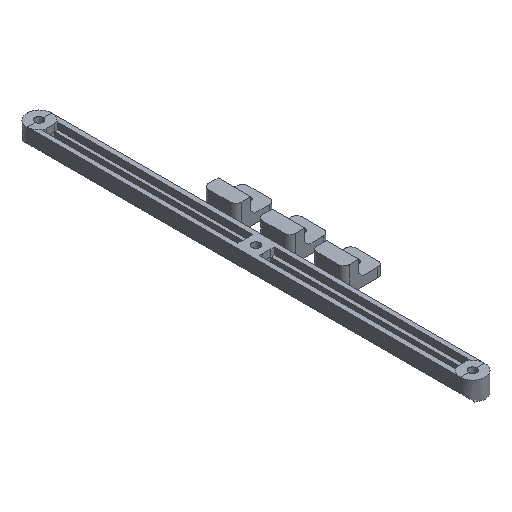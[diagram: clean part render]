
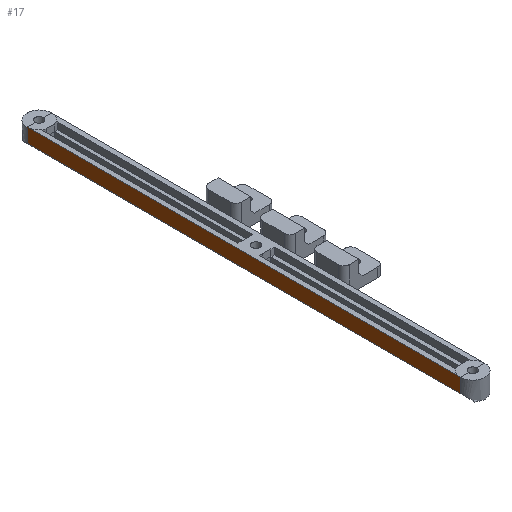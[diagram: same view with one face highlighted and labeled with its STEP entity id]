
A CAD part, isometric view. The second image highlights one B-rep face of the part: STEP entity #17.
In plain terms, the highlighted free-form (B-spline) face has degree [1, 1] with [2, 2] control points.
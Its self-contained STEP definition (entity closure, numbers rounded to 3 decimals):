
#17 = ADVANCED_FACE('',(#18),#31,.T.);
#18 = FACE_BOUND('',#19,.T.);
#19 = EDGE_LOOP('',(#20,#52,#91,#116));
#20 = ORIENTED_EDGE('',*,*,#21,.T.);
#21 = EDGE_CURVE('',#22,#24,#26,.T.);
#22 = VERTEX_POINT('',#23);
#23 = CARTESIAN_POINT('',(-4.5,80.,1.75));
#24 = VERTEX_POINT('',#25);
#25 = CARTESIAN_POINT('',(-4.5,-80.,1.75));
#26 = SURFACE_CURVE('',#27,(#30,#41),.PCURVE_S1.);
#27 = B_SPLINE_CURVE_WITH_KNOTS('',1,(#28,#29),.UNSPECIFIED.,.F.,.F.,(2,
    2),(-167.75,-7.75),.PIECEWISE_BEZIER_KNOTS.);
#28 = CARTESIAN_POINT('',(-4.5,80.,1.75));
#29 = CARTESIAN_POINT('',(-4.5,-80.,1.75));
#30 = PCURVE('',#31,#36);
#31 = B_SPLINE_SURFACE_WITH_KNOTS('',1,1,(
    (#32,#33)
    ,(#34,#35
  )),.UNSPECIFIED.,.F.,.F.,.F.,(2,2),(2,2),(9.,16.),(0.,160.),
  .PIECEWISE_BEZIER_KNOTS.);
#32 = CARTESIAN_POINT('',(-4.5,80.,7.));
#33 = CARTESIAN_POINT('',(-4.5,-80.,7.));
#34 = CARTESIAN_POINT('',(-4.5,80.,0.));
#35 = CARTESIAN_POINT('',(-4.5,-80.,0.));
#36 = DEFINITIONAL_REPRESENTATION('',(#37),#40);
#37 = B_SPLINE_CURVE_WITH_KNOTS('',1,(#38,#39),.UNSPECIFIED.,.F.,.F.,(2,
    2),(-167.75,-7.75),.PIECEWISE_BEZIER_KNOTS.);
#38 = CARTESIAN_POINT('',(14.25,0.));
#39 = CARTESIAN_POINT('',(14.25,160.));
#40 = ( GEOMETRIC_REPRESENTATION_CONTEXT(2) 
PARAMETRIC_REPRESENTATION_CONTEXT() REPRESENTATION_CONTEXT('2D SPACE',''
  ) );
#41 = PCURVE('',#42,#47);
#42 = B_SPLINE_SURFACE_WITH_KNOTS('',1,1,(
    (#43,#44)
    ,(#45,#46
    )),.UNSPECIFIED.,.F.,.F.,.F.,(2,2),(2,2),(0.,180.),(-3.536,
    -0.),.PIECEWISE_BEZIER_KNOTS.);
#43 = CARTESIAN_POINT('',(-5.,-87.75,2.25));
#44 = CARTESIAN_POINT('',(-2.5,-87.75,-0.25));
#45 = CARTESIAN_POINT('',(-5.,92.25,2.25));
#46 = CARTESIAN_POINT('',(-2.5,92.25,-0.25));
#47 = DEFINITIONAL_REPRESENTATION('',(#48),#51);
#48 = B_SPLINE_CURVE_WITH_KNOTS('',1,(#49,#50),.UNSPECIFIED.,.F.,.F.,(2,
    2),(-167.75,-7.75),.PIECEWISE_BEZIER_KNOTS.);
#49 = CARTESIAN_POINT('',(167.75,-2.828));
#50 = CARTESIAN_POINT('',(7.75,-2.828));
#51 = ( GEOMETRIC_REPRESENTATION_CONTEXT(2) 
PARAMETRIC_REPRESENTATION_CONTEXT() REPRESENTATION_CONTEXT('2D SPACE',''
  ) );
#52 = ORIENTED_EDGE('',*,*,#53,.T.);
#53 = EDGE_CURVE('',#24,#54,#56,.T.);
#54 = VERTEX_POINT('',#55);
#55 = CARTESIAN_POINT('',(-4.5,-80.,7.));
#56 = SURFACE_CURVE('',#57,(#60,#66),.PCURVE_S1.);
#57 = B_SPLINE_CURVE_WITH_KNOTS('',1,(#58,#59),.UNSPECIFIED.,.F.,.F.,(2,
    2),(-14.25,-9.),.PIECEWISE_BEZIER_KNOTS.);
#58 = CARTESIAN_POINT('',(-4.5,-80.,1.75));
#59 = CARTESIAN_POINT('',(-4.5,-80.,7.));
#60 = PCURVE('',#31,#61);
#61 = DEFINITIONAL_REPRESENTATION('',(#62),#65);
#62 = B_SPLINE_CURVE_WITH_KNOTS('',1,(#63,#64),.UNSPECIFIED.,.F.,.F.,(2,
    2),(-14.25,-9.),.PIECEWISE_BEZIER_KNOTS.);
#63 = CARTESIAN_POINT('',(14.25,160.));
#64 = CARTESIAN_POINT('',(9.,160.));
#65 = ( GEOMETRIC_REPRESENTATION_CONTEXT(2) 
PARAMETRIC_REPRESENTATION_CONTEXT() REPRESENTATION_CONTEXT('2D SPACE',''
  ) );
#66 = PCURVE('',#67,#86);
#67 = ( BOUNDED_SURFACE() B_SPLINE_SURFACE(2,1,(
    (#68,#69)
    ,(#70,#71)
    ,(#72,#73)
    ,(#74,#75)
    ,(#76,#77)
    ,(#78,#79)
    ,(#80,#81)
    ,(#82,#83)
,(#84,#85
    )),.UNSPECIFIED.,.T.,.F.,.F.) B_SPLINE_SURFACE_WITH_KNOTS((1,2,2,2,2
    ,2,1),(2,2),(-7.069,0.,7.069,14.137,
    21.206,28.274,35.343),(0.,7.),
.UNSPECIFIED.) GEOMETRIC_REPRESENTATION_ITEM() RATIONAL_B_SPLINE_SURFACE
((
    (1.,1.)
    ,(0.707,0.707)
    ,(1.,1.)
    ,(0.707,0.707)
    ,(1.,1.)
    ,(0.707,0.707)
    ,(1.,1.)
    ,(0.707,0.707)
,(1.,1.))) REPRESENTATION_ITEM('') SURFACE() );
#68 = CARTESIAN_POINT('',(0.,-75.5,0.));
#69 = CARTESIAN_POINT('',(0.,-75.5,7.));
#70 = CARTESIAN_POINT('',(-4.5,-75.5,0.));
#71 = CARTESIAN_POINT('',(-4.5,-75.5,7.));
#72 = CARTESIAN_POINT('',(-4.5,-80.,0.));
#73 = CARTESIAN_POINT('',(-4.5,-80.,7.));
#74 = CARTESIAN_POINT('',(-4.5,-84.5,0.));
#75 = CARTESIAN_POINT('',(-4.5,-84.5,7.));
#76 = CARTESIAN_POINT('',(0.,-84.5,0.));
#77 = CARTESIAN_POINT('',(0.,-84.5,7.));
#78 = CARTESIAN_POINT('',(4.5,-84.5,0.));
#79 = CARTESIAN_POINT('',(4.5,-84.5,7.));
#80 = CARTESIAN_POINT('',(4.5,-80.,0.));
#81 = CARTESIAN_POINT('',(4.5,-80.,7.));
#82 = CARTESIAN_POINT('',(4.5,-75.5,0.));
#83 = CARTESIAN_POINT('',(4.5,-75.5,7.));
#84 = CARTESIAN_POINT('',(0.,-75.5,0.));
#85 = CARTESIAN_POINT('',(0.,-75.5,7.));
#86 = DEFINITIONAL_REPRESENTATION('',(#87),#90);
#87 = B_SPLINE_CURVE_WITH_KNOTS('',1,(#88,#89),.UNSPECIFIED.,.F.,.F.,(2,
    2),(-14.25,-9.),.PIECEWISE_BEZIER_KNOTS.);
#88 = CARTESIAN_POINT('',(7.069,1.75));
#89 = CARTESIAN_POINT('',(7.069,7.));
#90 = ( GEOMETRIC_REPRESENTATION_CONTEXT(2) 
PARAMETRIC_REPRESENTATION_CONTEXT() REPRESENTATION_CONTEXT('2D SPACE',''
  ) );
#91 = ORIENTED_EDGE('',*,*,#92,.F.);
#92 = EDGE_CURVE('',#93,#54,#95,.T.);
#93 = VERTEX_POINT('',#94);
#94 = CARTESIAN_POINT('',(-4.5,80.,7.));
#95 = SURFACE_CURVE('',#96,(#99,#105),.PCURVE_S1.);
#96 = B_SPLINE_CURVE_WITH_KNOTS('',1,(#97,#98),.UNSPECIFIED.,.F.,.F.,(2,
    2),(0.,160.),.PIECEWISE_BEZIER_KNOTS.);
#97 = CARTESIAN_POINT('',(-4.5,80.,7.));
#98 = CARTESIAN_POINT('',(-4.5,-80.,7.));
#99 = PCURVE('',#31,#100);
#100 = DEFINITIONAL_REPRESENTATION('',(#101),#104);
#101 = B_SPLINE_CURVE_WITH_KNOTS('',1,(#102,#103),.UNSPECIFIED.,.F.,.F.,
  (2,2),(0.,160.),.PIECEWISE_BEZIER_KNOTS.);
#102 = CARTESIAN_POINT('',(9.,0.));
#103 = CARTESIAN_POINT('',(9.,160.));
#104 = ( GEOMETRIC_REPRESENTATION_CONTEXT(2) 
PARAMETRIC_REPRESENTATION_CONTEXT() REPRESENTATION_CONTEXT('2D SPACE',''
  ) );
#105 = PCURVE('',#106,#111);
#106 = B_SPLINE_SURFACE_WITH_KNOTS('',1,1,(
    (#107,#108)
    ,(#109,#110
    )),.UNSPECIFIED.,.F.,.F.,.F.,(2,2),(2,2),(0.,9.),(0.,160.),
  .PIECEWISE_BEZIER_KNOTS.);
#107 = CARTESIAN_POINT('',(4.5,80.,7.));
#108 = CARTESIAN_POINT('',(4.5,-80.,7.));
#109 = CARTESIAN_POINT('',(-4.5,80.,7.));
#110 = CARTESIAN_POINT('',(-4.5,-80.,7.));
#111 = DEFINITIONAL_REPRESENTATION('',(#112),#115);
#112 = B_SPLINE_CURVE_WITH_KNOTS('',1,(#113,#114),.UNSPECIFIED.,.F.,.F.,
  (2,2),(0.,160.),.PIECEWISE_BEZIER_KNOTS.);
#113 = CARTESIAN_POINT('',(9.,0.));
#114 = CARTESIAN_POINT('',(9.,160.));
#115 = ( GEOMETRIC_REPRESENTATION_CONTEXT(2) 
PARAMETRIC_REPRESENTATION_CONTEXT() REPRESENTATION_CONTEXT('2D SPACE',''
  ) );
#116 = ORIENTED_EDGE('',*,*,#117,.F.);
#117 = EDGE_CURVE('',#22,#93,#118,.T.);
#118 = SURFACE_CURVE('',#119,(#122,#128),.PCURVE_S1.);
#119 = B_SPLINE_CURVE_WITH_KNOTS('',1,(#120,#121),.UNSPECIFIED.,.F.,.F.,
  (2,2),(-14.25,-9.),.PIECEWISE_BEZIER_KNOTS.);
#120 = CARTESIAN_POINT('',(-4.5,80.,1.75));
#121 = CARTESIAN_POINT('',(-4.5,80.,7.));
#122 = PCURVE('',#31,#123);
#123 = DEFINITIONAL_REPRESENTATION('',(#124),#127);
#124 = B_SPLINE_CURVE_WITH_KNOTS('',1,(#125,#126),.UNSPECIFIED.,.F.,.F.,
  (2,2),(-14.25,-9.),.PIECEWISE_BEZIER_KNOTS.);
#125 = CARTESIAN_POINT('',(14.25,0.));
#126 = CARTESIAN_POINT('',(9.,0.));
#127 = ( GEOMETRIC_REPRESENTATION_CONTEXT(2) 
PARAMETRIC_REPRESENTATION_CONTEXT() REPRESENTATION_CONTEXT('2D SPACE',''
  ) );
#128 = PCURVE('',#129,#148);
#129 = ( BOUNDED_SURFACE() B_SPLINE_SURFACE(2,1,(
    (#130,#131)
    ,(#132,#133)
    ,(#134,#135)
    ,(#136,#137)
    ,(#138,#139)
    ,(#140,#141)
    ,(#142,#143)
    ,(#144,#145)
,(#146,#147
    )),.UNSPECIFIED.,.T.,.F.,.F.) B_SPLINE_SURFACE_WITH_KNOTS((1,2,2,2,2
    ,2,1),(2,2),(-7.069,0.,7.069,14.137,
    21.206,28.274,35.343),(0.,7.),
.UNSPECIFIED.) GEOMETRIC_REPRESENTATION_ITEM() RATIONAL_B_SPLINE_SURFACE
((
    (1.,1.)
    ,(0.707,0.707)
    ,(1.,1.)
    ,(0.707,0.707)
    ,(1.,1.)
    ,(0.707,0.707)
    ,(1.,1.)
    ,(0.707,0.707)
,(1.,1.))) REPRESENTATION_ITEM('') SURFACE() );
#130 = CARTESIAN_POINT('',(0.,84.5,0.));
#131 = CARTESIAN_POINT('',(0.,84.5,7.));
#132 = CARTESIAN_POINT('',(-4.5,84.5,0.));
#133 = CARTESIAN_POINT('',(-4.5,84.5,7.));
#134 = CARTESIAN_POINT('',(-4.5,80.,0.));
#135 = CARTESIAN_POINT('',(-4.5,80.,7.));
#136 = CARTESIAN_POINT('',(-4.5,75.5,0.));
#137 = CARTESIAN_POINT('',(-4.5,75.5,7.));
#138 = CARTESIAN_POINT('',(0.,75.5,0.));
#139 = CARTESIAN_POINT('',(0.,75.5,7.));
#140 = CARTESIAN_POINT('',(4.5,75.5,0.));
#141 = CARTESIAN_POINT('',(4.5,75.5,7.));
#142 = CARTESIAN_POINT('',(4.5,80.,0.));
#143 = CARTESIAN_POINT('',(4.5,80.,7.));
#144 = CARTESIAN_POINT('',(4.5,84.5,0.));
#145 = CARTESIAN_POINT('',(4.5,84.5,7.));
#146 = CARTESIAN_POINT('',(0.,84.5,0.));
#147 = CARTESIAN_POINT('',(0.,84.5,7.));
#148 = DEFINITIONAL_REPRESENTATION('',(#149),#152);
#149 = B_SPLINE_CURVE_WITH_KNOTS('',1,(#150,#151),.UNSPECIFIED.,.F.,.F.,
  (2,2),(-14.25,-9.),.PIECEWISE_BEZIER_KNOTS.);
#150 = CARTESIAN_POINT('',(7.069,1.75));
#151 = CARTESIAN_POINT('',(7.069,7.));
#152 = ( GEOMETRIC_REPRESENTATION_CONTEXT(2) 
PARAMETRIC_REPRESENTATION_CONTEXT() REPRESENTATION_CONTEXT('2D SPACE',''
  ) );
